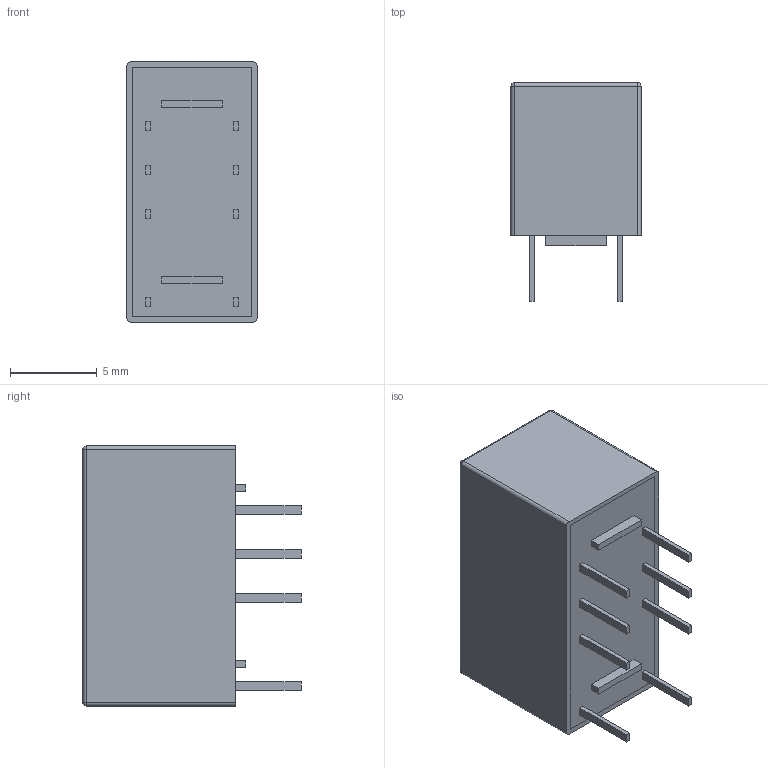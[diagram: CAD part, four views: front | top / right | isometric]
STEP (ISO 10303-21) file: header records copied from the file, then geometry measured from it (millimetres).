
FILE_DESCRIPTION (( 'STEP AP214' ), '1' );
FILE_NAME ('EC2-3NU.STEP', '2024-01-10T19:00:30', ( '' ), ( '' ), 'SwSTEP 2.0', 'SolidWorks 2021', '' );
FILE_SCHEMA (( 'AUTOMOTIVE_DESIGN' ));
Length unit declared in the file: millimetre
Products named in the file (1): EC2-3NU
Bounding box: 7.5 x 12.6 x 15 mm (x, y, z)
Volume: 994.8 mm3; surface area: 922.6 mm2
Topology: 11 solids, 11 shells, 98 faces, 208 edges, 132 vertices
Faces by surface type: plane 86, cylinder 8, sphere 4
Entity records: 2672 total; most frequent: CARTESIAN_POINT 435, DIRECTION 418, ORIENTED_EDGE 408, EDGE_CURVE 204, LINE 188, VECTOR 188, VERTEX_POINT 132, AXIS2_PLACEMENT_3D 115
